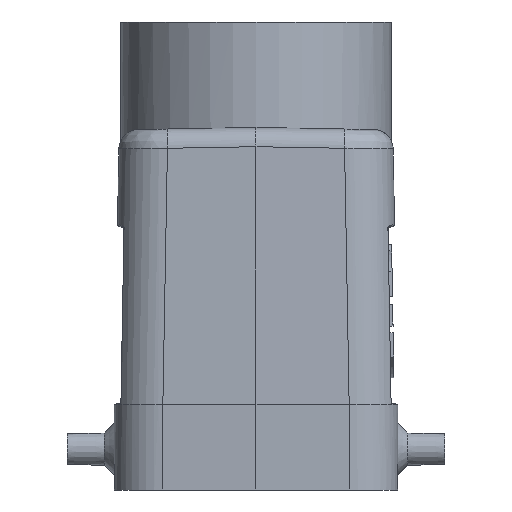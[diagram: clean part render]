
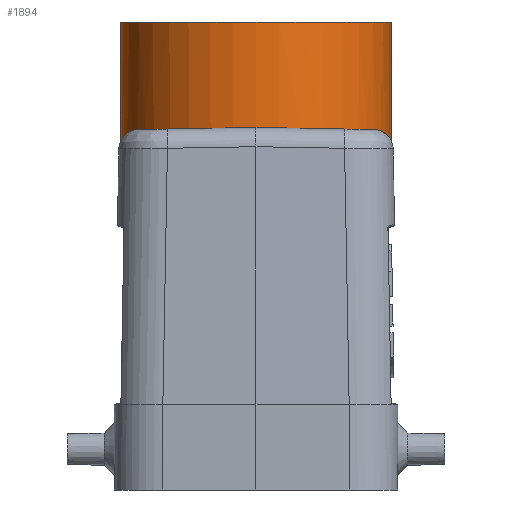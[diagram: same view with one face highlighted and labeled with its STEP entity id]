
A CAD part, left-side view. The second image highlights one B-rep face of the part: STEP entity #1894.
In plain terms, the highlighted cylindrical face has radius 20.5 mm (diameter 41 mm), a full revolution.
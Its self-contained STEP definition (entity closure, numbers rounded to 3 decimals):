
#813=CYLINDRICAL_SURFACE('',#4609,20.5);
#1768=ELLIPSE('',#4566,20.503,20.5);
#1770=ELLIPSE('',#4569,20.503,20.5);
#1772=ELLIPSE('',#4572,20.503,20.5);
#1774=ELLIPSE('',#4575,20.503,20.5);
#1804=B_SPLINE_CURVE_WITH_KNOTS('',3,(#6426,#6427,#6428,#6429,#6430,#6431,
#6432,#6433,#6434,#6435,#6436,#6437),.UNSPECIFIED.,.F.,.F.,(4,2,2,2,2,4),
(0.,0.25,0.375,0.5,0.75,1.),.UNSPECIFIED.);
#1805=B_SPLINE_CURVE_WITH_KNOTS('',3,(#6441,#6442,#6443,#6444,#6445,#6446,
#6447,#6448,#6449,#6450,#6451,#6452),.UNSPECIFIED.,.F.,.F.,(4,2,2,2,2,4),
(0.,0.25,0.375,0.5,0.75,1.),.UNSPECIFIED.);
#1894=ADVANCED_FACE('',(#2106,#2107),#813,.T.);
#2106=FACE_BOUND('',#2232,.T.);
#2107=FACE_BOUND('',#2233,.T.);
#2232=EDGE_LOOP('',(#2804,#2805,#2806,#2807,#2808,#2809));
#2233=EDGE_LOOP('',(#2810));
#2804=ORIENTED_EDGE('',*,*,#4049,.T.);
#2805=ORIENTED_EDGE('',*,*,#4045,.F.);
#2806=ORIENTED_EDGE('',*,*,#4060,.F.);
#2807=ORIENTED_EDGE('',*,*,#4040,.F.);
#2808=ORIENTED_EDGE('',*,*,#4054,.T.);
#2809=ORIENTED_EDGE('',*,*,#4057,.F.);
#2810=ORIENTED_EDGE('',*,*,#3886,.T.);
#3527=VERTEX_POINT('',#5911);
#3657=VERTEX_POINT('',#6390);
#3658=VERTEX_POINT('',#6392);
#3662=VERTEX_POINT('',#6401);
#3663=VERTEX_POINT('',#6403);
#3666=VERTEX_POINT('',#6411);
#3670=VERTEX_POINT('',#6420);
#3886=EDGE_CURVE('',#3527,#3527,#4334,.T.);
#4040=EDGE_CURVE('',#3657,#3658,#1768,.T.);
#4045=EDGE_CURVE('',#3662,#3663,#1770,.T.);
#4049=EDGE_CURVE('',#3666,#3663,#1772,.T.);
#4054=EDGE_CURVE('',#3657,#3670,#1774,.T.);
#4057=EDGE_CURVE('',#3666,#3670,#1804,.T.);
#4060=EDGE_CURVE('',#3658,#3662,#1805,.T.);
#4334=CIRCLE('',#4529,20.5);
#4529=AXIS2_PLACEMENT_3D('',#5910,#4926,#4927);
#4566=AXIS2_PLACEMENT_3D('',#6391,#5111,#5112);
#4569=AXIS2_PLACEMENT_3D('',#6402,#5120,#5121);
#4572=AXIS2_PLACEMENT_3D('',#6410,#5128,#5129);
#4575=AXIS2_PLACEMENT_3D('',#6421,#5137,#5138);
#4609=AXIS2_PLACEMENT_3D('',#6625,#5222,#5223);
#4926=DIRECTION('',(0.,0.,-1.));
#4927=DIRECTION('',(-1.,0.,0.));
#5111=DIRECTION('',(0.,-0.017,-1.));
#5112=DIRECTION('',(0.,1.,-0.017));
#5120=DIRECTION('',(0.,-0.017,-1.));
#5121=DIRECTION('',(0.,1.,-0.017));
#5128=DIRECTION('',(0.,-0.017,1.));
#5129=DIRECTION('',(0.,-1.,-0.017));
#5137=DIRECTION('',(0.,-0.017,1.));
#5138=DIRECTION('',(0.,-1.,-0.017));
#5222=DIRECTION('',(0.,0.,-1.));
#5223=DIRECTION('',(-1.,0.,0.));
#5910=CARTESIAN_POINT('',(0.,0.,61.85));
#5911=CARTESIAN_POINT('',(-20.5,0.,61.85));
#6390=CARTESIAN_POINT('',(-20.5,0.,45.85));
#6391=CARTESIAN_POINT('',(0.,0.,45.85));
#6392=CARTESIAN_POINT('',(-10.062,17.861,45.538));
#6401=CARTESIAN_POINT('',(10.062,17.861,45.538));
#6402=CARTESIAN_POINT('',(0.,0.,45.85));
#6403=CARTESIAN_POINT('',(20.5,0.,45.85));
#6410=CARTESIAN_POINT('',(0.,0.,45.85));
#6411=CARTESIAN_POINT('',(10.062,-17.861,45.538));
#6420=CARTESIAN_POINT('',(-10.062,-17.861,45.538));
#6421=CARTESIAN_POINT('',(0.,0.,45.85));
#6426=CARTESIAN_POINT('',(10.062,-17.861,45.538));
#6427=CARTESIAN_POINT('',(8.493,-18.745,45.523));
#6428=CARTESIAN_POINT('',(6.864,-19.395,45.154));
#6429=CARTESIAN_POINT('',(4.34,-20.054,44.55));
#6430=CARTESIAN_POINT('',(3.492,-20.219,44.336));
#6431=CARTESIAN_POINT('',(1.762,-20.443,43.989));
#6432=CARTESIAN_POINT('',(0.862,-20.501,43.862));
#6433=CARTESIAN_POINT('',(-1.801,-20.498,43.869));
#6434=CARTESIAN_POINT('',(-3.528,-20.268,44.356));
#6435=CARTESIAN_POINT('',(-6.866,-19.393,45.154));
#6436=CARTESIAN_POINT('',(-8.499,-18.741,45.523));
#6437=CARTESIAN_POINT('',(-10.062,-17.861,45.538));
#6441=CARTESIAN_POINT('',(-10.062,17.861,45.538));
#6442=CARTESIAN_POINT('',(-8.493,18.745,45.523));
#6443=CARTESIAN_POINT('',(-6.864,19.395,45.154));
#6444=CARTESIAN_POINT('',(-4.34,20.054,44.55));
#6445=CARTESIAN_POINT('',(-3.492,20.219,44.336));
#6446=CARTESIAN_POINT('',(-1.762,20.443,43.989));
#6447=CARTESIAN_POINT('',(-0.862,20.501,43.862));
#6448=CARTESIAN_POINT('',(1.801,20.498,43.869));
#6449=CARTESIAN_POINT('',(3.528,20.268,44.356));
#6450=CARTESIAN_POINT('',(6.866,19.393,45.154));
#6451=CARTESIAN_POINT('',(8.499,18.741,45.523));
#6452=CARTESIAN_POINT('',(10.062,17.861,45.538));
#6625=CARTESIAN_POINT('',(0.,0.,0.));
